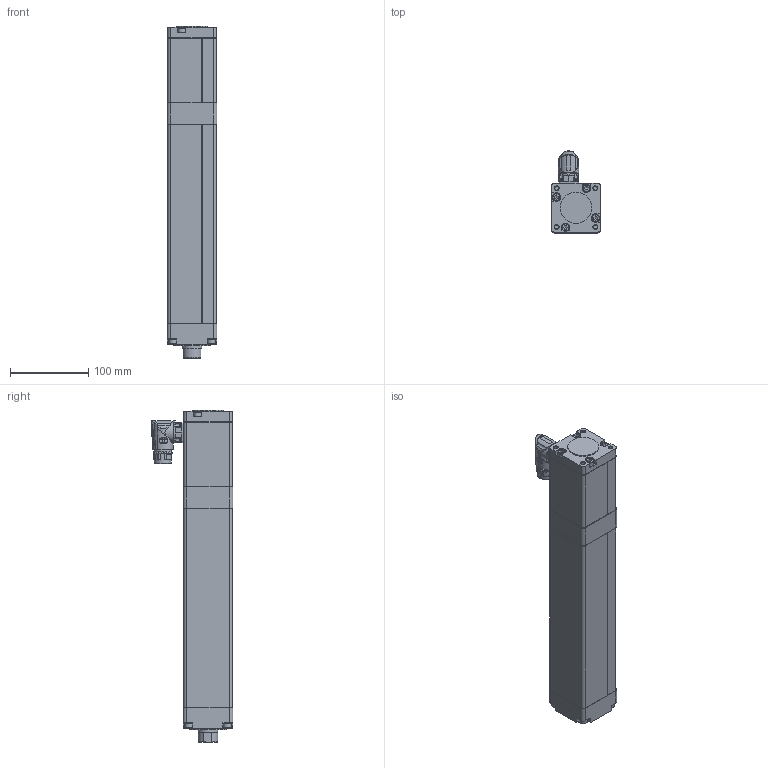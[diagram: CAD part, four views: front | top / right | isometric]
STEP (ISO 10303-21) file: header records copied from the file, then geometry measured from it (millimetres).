
FILE_DESCRIPTION (( 'STEP AP203' ), '1' );
FILE_NAME ('IMA-489566-1.step', '2025-05-30T13:25:21', ( '' ), ( '' ), 'SwSTEP 2.0', 'SolidWorks 2024', '' );
FILE_SCHEMA (( 'CONFIG_CONTROL_DESIGN' ));
Length unit declared in the file: inch
Products named in the file (3): IMA-489566-1; tempJoin0_27229012_IMA-489566-1; Base_IMA-489566-1
Assembly tree (2 placements, depth 2):
  IMA-489566-1
    tempJoin0_27229012_IMA-489566-1
    Base_IMA-489566-1
Bounding box: 63.5 x 104.39 x 424.92 mm (x, y, z)
Volume: 1583554.1 mm3; surface area: 171779.9 mm2
Topology: 2 solids, 6 shells, 727 faces, 1880 edges, 1244 vertices
Faces by surface type: plane 391, cylinder 196, cone 66, bspline 60, torus 8, sphere 6
Full cylindrical faces by diameter (mm): 4.5 x5, 5.001 x8, 5.35 x3, 5.5 x1, 5.9 x1, 6 x4, 6.25 x16, 6.68 x4, 6.75 x1, 10 x8, 10.312 x4, 19.9 x1, 21.15 x2, 21.6 x1, 21.7 x1, 24.3 x1, 25.146 x1, 25.385 x1, 25.4 x1, 30 x2, 31.623 x1, 40 x1, 48 x1, 48.013 x1
Entity records: 29661 total; most frequent: CARTESIAN_POINT 12985, ORIENTED_EDGE 3462, DIRECTION 3022, EDGE_CURVE 1731, VERTEX_POINT 1200, AXIS2_PLACEMENT_3D 1084, EDGE_LOOP 919, LINE 854
